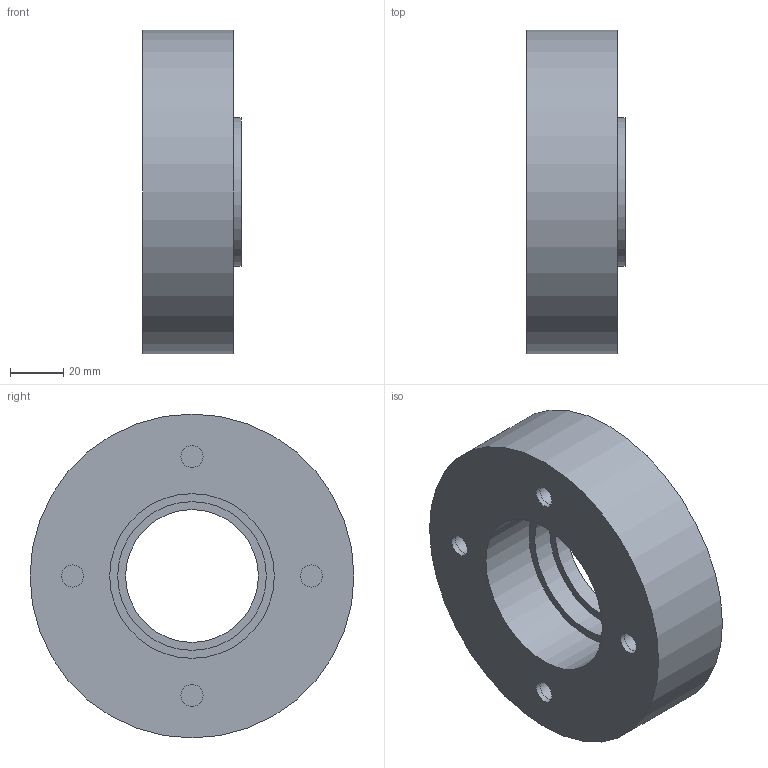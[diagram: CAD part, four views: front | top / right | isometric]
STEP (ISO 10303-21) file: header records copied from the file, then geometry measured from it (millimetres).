
FILE_DESCRIPTION(/* description */ ('Unknown'),/* implementation_level */ '2;1');
FILE_NAME(/* name */ 'SupportRoulement',/* time_stamp */ '2019-05-09T08:39:50+02:00',/* author */ ('Unknown'),/* organization */ ('Unknown'),/* preprocessor_version */ 'ST-DEVELOPER v16.7',/* originating_system */ 'DEX',/* authorisation */ $);
FILE_SCHEMA (('AUTOMOTIVE_DESIGN {1 0 10303 214 3 1 1}'));
Length unit declared in the file: millimetre
Products named in the file (1): SupportRoulement
Bounding box: 37 x 122 x 122 mm (x, y, z)
Volume: 297308.6 mm3; surface area: 42999.4 mm2
Topology: 1 solids, 1 shells, 22 faces, 35 edges, 22 vertices
Faces by surface type: cylinder 13, plane 9
Full cylindrical faces by diameter (mm): 8.376 x8, 50 x1, 56 x2, 62 x1, 122 x1
Entity records: 626 total; most frequent: DIRECTION 90, CARTESIAN_POINT 67, AXIS2_PLACEMENT_3D 45, ORIENTED_EDGE 44, EDGE_LOOP 44, FACE_BOUND 44, EDGE_CURVE 22, VERTEX_POINT 22
